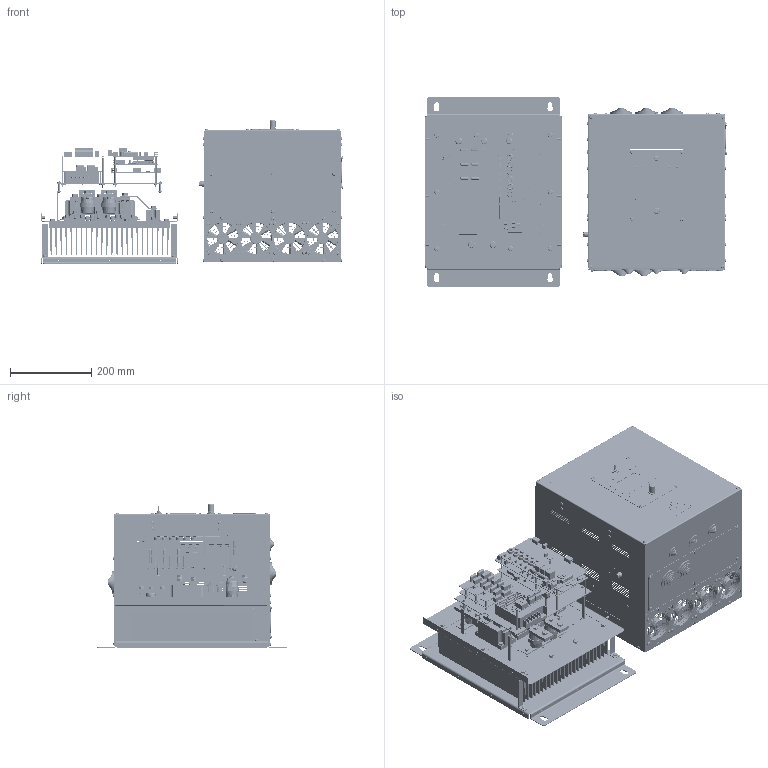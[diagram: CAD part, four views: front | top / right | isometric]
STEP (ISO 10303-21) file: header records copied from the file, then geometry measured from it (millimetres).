
FILE_DESCRIPTION(('STEP AP242'), '1');
FILE_NAME('Default file header', '2025-09-15T13:01:44', ('Default author'), ('Default organization'), 'C3D Converter', 'C3D Toolkit', 'Default authization');
FILE_SCHEMA(('AP242_MANAGED_MODEL_BASED_3D_ENGINEERING_MIM_LF { 1 0 10303 442 1 1 4 }'));
Length unit declared in the file: millimetre
Assembly tree (613 placements, depth 4):
  (unnamed)
    (unnamed)
      (unnamed)
      (unnamed)
      (unnamed)
      (unnamed)
      (unnamed)
      (unnamed)
      (unnamed)
      (unnamed)
      (unnamed)
      (unnamed)
      (unnamed)
      (unnamed)
    (unnamed)  x2
      (unnamed)
      (unnamed)
      (unnamed)
    (unnamed)
      (unnamed)
      (unnamed)
    (unnamed)
      (unnamed)
      (unnamed)
    (unnamed)
      (unnamed)
      (unnamed)
    (unnamed)
      (unnamed)
    (unnamed)  x6
      (unnamed)
      (unnamed)
      (unnamed)
    (unnamed)
      (unnamed)
      (unnamed)
      (unnamed)
      (unnamed)
      (unnamed)
      (unnamed)
      (unnamed)
      (unnamed)
      (unnamed)
      (unnamed)
      (unnamed)
      (unnamed)
      (unnamed)
      (unnamed)
      (unnamed)
      (unnamed)
      (unnamed)
      (unnamed)
      (unnamed)
      (unnamed)
      (unnamed)
      (unnamed)
      (unnamed)
      (unnamed)
      (unnamed)
      (unnamed)
Bounding box: 742.84 x 468 x 353.22 mm (x, y, z)
Volume: 6119154.9 mm3; surface area: 3929731.3 mm2
Topology: 626 solids, 626 shells, 8286 faces, 19432 edges, 12864 vertices
Faces by surface type: plane 5091, cylinder 2265, cone 566, torus 256, sphere 104, bspline 4
Full cylindrical faces by diameter (mm): 1 x56, 1.5 x4, 1.857 x9, 2 x58, 2.3 x1, 2.5 x92, 2.6 x18, 2.7 x1, 3 x118, 3.2 x16, 3.235 x3, 3.294 x1, 3.3 x28, 3.5 x22, 3.685 x6, 4 x184, 4.2 x14, 4.3 x6, 4.5 x54, 5 x29, 5.2 x20, 5.5 x50, 5.9 x21, 6 x97, 6.1 x21, 6.4 x41, 6.5 x46, 7 x25, 7.5 x7, 8 x90
Entity records: 350966 total; most frequent: CARTESIAN_POINT 86394, DIRECTION 37891, ORIENTED_EDGE 32282, EDGE_CURVE 16141, AXIS2_PLACEMENT_3D 14858, VERTEX_POINT 12163, EDGE_LOOP 12005, PROPERTY_DEFINITION 11739
